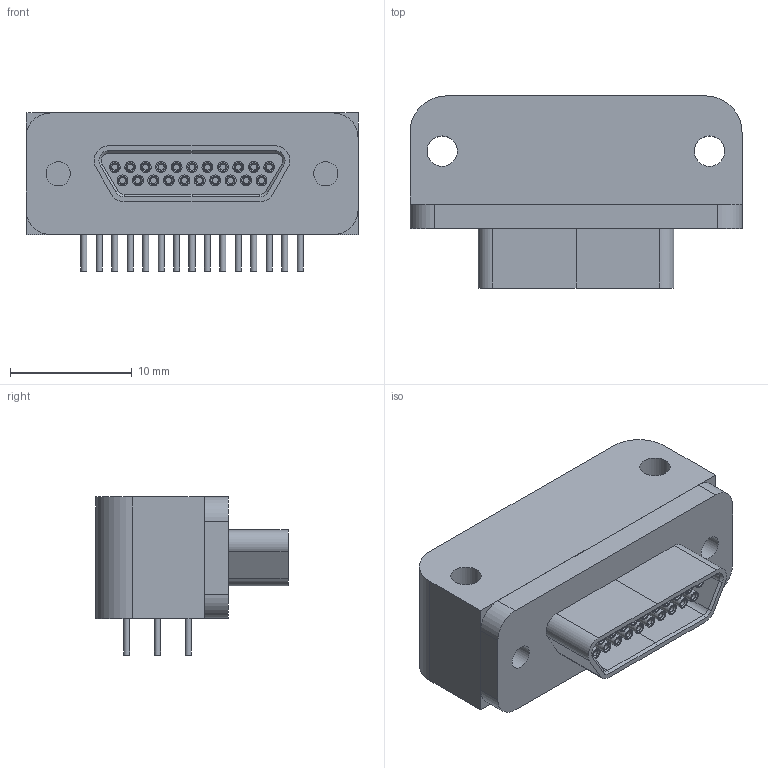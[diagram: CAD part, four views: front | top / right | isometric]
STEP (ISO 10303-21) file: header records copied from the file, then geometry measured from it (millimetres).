
FILE_DESCRIPTION(('FreeCAD Model'),'2;1');
FILE_NAME('Open CASCADE Shape Model','2024-11-07T01:12:13',(''),(''), 'Open CASCADE STEP processor 7.8','FreeCAD','Unknown');
FILE_SCHEMA(('AUTOMOTIVE_DESIGN { 1 0 10303 214 1 1 1 1 }'));
Length unit declared in the file: millimetre
Products named in the file (8): microD; base; flange; array_jack_h; jack_pin_h; array_jack_l; array_solder_21p; solder_pin_21p
Assembly tree (47 placements, depth 3):
  microD
    base
    flange
    array_jack_h
      jack_pin_h  x11
    array_jack_l
      jack_pin_h  x10
    array_solder_21p
      solder_pin_21p  x21
Bounding box: 27.3 x 15.8 x 13 mm (x, y, z)
Volume: 2961.7 mm3; surface area: 2812.7 mm2
Topology: 44 solids, 44 shells, 226 faces, 371 edges, 237 vertices
Faces by surface type: plane 118, cylinder 83, cone 25
Full cylindrical faces by diameter (mm): 0.5 x42, 0.9 x21, 2 x4, 2.5 x2
Entity records: 2372 total; most frequent: DIRECTION 430, CARTESIAN_POINT 362, ORIENTED_EDGE 302, AXIS2_PLACEMENT_3D 165, EDGE_CURVE 151, LINE 100, VECTOR 100, VERTEX_POINT 97
